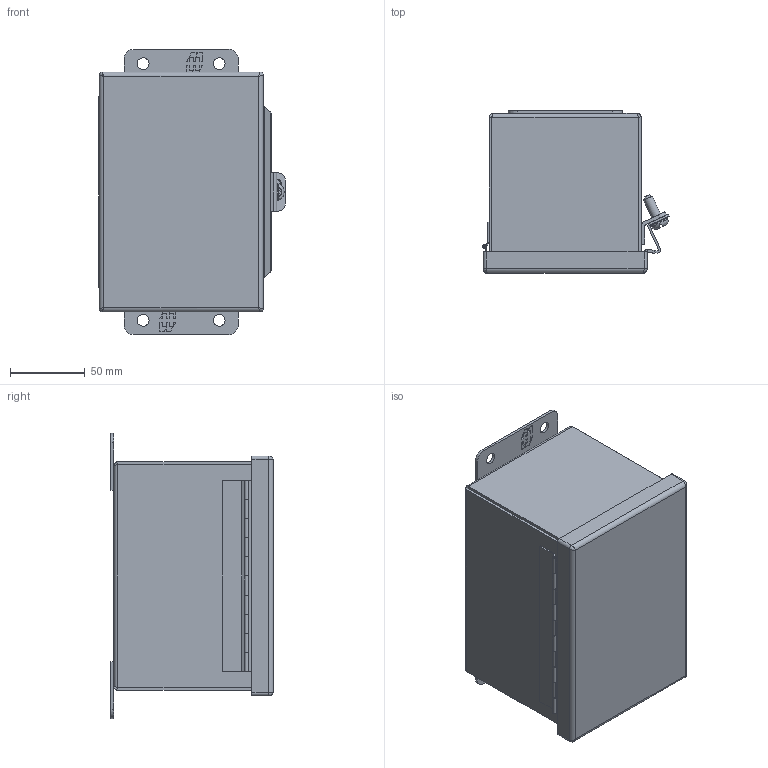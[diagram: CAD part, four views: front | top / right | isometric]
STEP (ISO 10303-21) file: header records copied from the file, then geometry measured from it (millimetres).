
FILE_DESCRIPTION (( 'STEP AP214' ), '1' );
FILE_NAME ('1414N4PHSSC4.STEP', '2019-09-17T22:10:02', ( '' ), ( '' ), 'SwSTEP 2.0', 'SolidWorks 2018', '' );
FILE_SCHEMA (( 'AUTOMOTIVE_DESIGN' ));
Length unit declared in the file: inch
Products named in the file (1): 1414N4PHSSC4
Bounding box: 124.53 x 108.43 x 190.5 mm (x, y, z)
Volume: 439916.7 mm3; surface area: 254690.8 mm2
Topology: 17 solids, 18 shells, 458 faces, 1136 edges, 712 vertices
Faces by surface type: plane 276, cylinder 129, bspline 28, cone 25
Full cylindrical faces by diameter (mm): 1.143 x1, 3.967 x4, 4.826 x2, 5.41 x1, 6.35 x3, 6.731 x4, 7.938 x4, 9.525 x4, 12.192 x1
Entity records: 21123 total; most frequent: CARTESIAN_POINT 4746, ORIENTED_EDGE 2150, DIRECTION 2107, EDGE_CURVE 1075, VECTOR 767, LINE 767, VERTEX_POINT 700, AXIS2_PLACEMENT_3D 670
